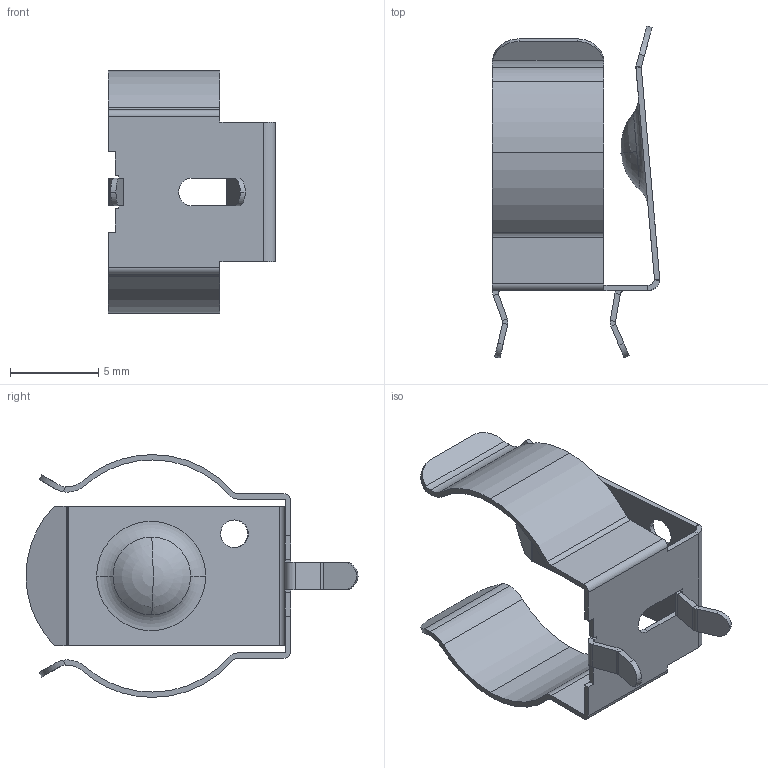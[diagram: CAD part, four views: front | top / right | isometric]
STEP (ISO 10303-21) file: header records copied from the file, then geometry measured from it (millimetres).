
FILE_DESCRIPTION (( 'STEP AP214' ), '1' );
FILE_NAME ('92.STEP', '2023-09-05T15:22:13', ( '' ), ( '' ), 'SwSTEP 2.0', 'SolidWorks 2021', '' );
FILE_SCHEMA (( 'AUTOMOTIVE_DESIGN' ));
Length unit declared in the file: millimetre
Products named in the file (2): 92_92; 92
Assembly tree (1 placements, depth 2):
  92
    92_92
Bounding box: 9.52 x 18.86 x 13.8 mm (x, y, z)
Volume: 119.9 mm3; surface area: 833.8 mm2
Topology: 1 solids, 1 shells, 129 faces, 329 edges, 200 vertices
Faces by surface type: plane 72, cylinder 49, sphere 4, torus 4
Entity records: 3899 total; most frequent: DIRECTION 697, CARTESIAN_POINT 678, ORIENTED_EDGE 646, EDGE_CURVE 323, AXIS2_PLACEMENT_3D 249, VECTOR 199, LINE 199, VERTEX_POINT 198
